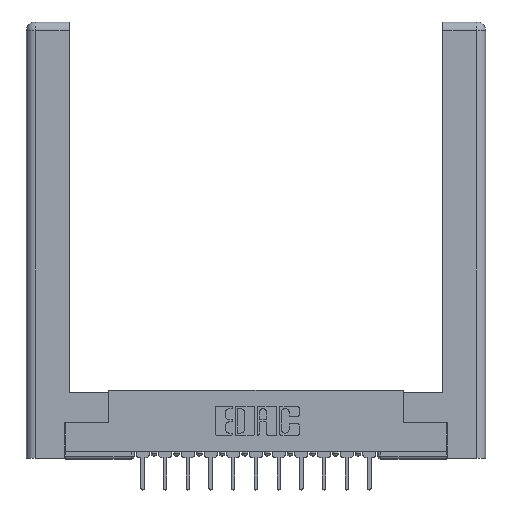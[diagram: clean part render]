
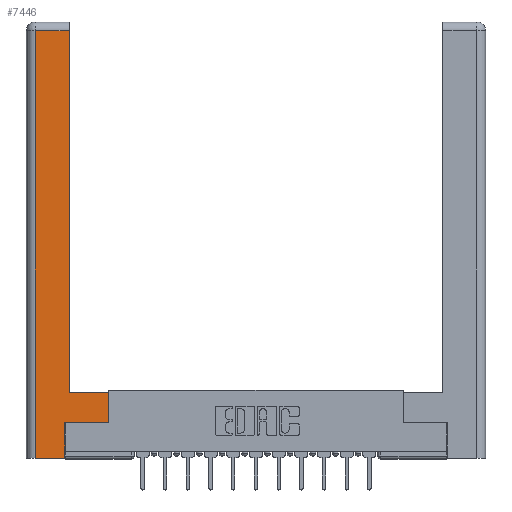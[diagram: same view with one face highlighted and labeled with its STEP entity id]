
A CAD part, top view. The second image highlights one B-rep face of the part: STEP entity #7446.
In plain terms, the highlighted planar face has unit normal (0, 0, 1).
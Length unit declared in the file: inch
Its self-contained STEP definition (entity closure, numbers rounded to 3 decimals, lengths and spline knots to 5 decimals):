
#10 = ORIENTED_EDGE ( 'NONE', *, *, #10944, .T. ) ;
#389 = ORIENTED_EDGE ( 'NONE', *, *, #5722, .T. ) ;
#436 = CARTESIAN_POINT ( 'NONE',  ( 0.295, 3., 0. ) ) ;
#699 = PLANE ( 'NONE',  #9470 ) ;
#1401 = DIRECTION ( 'NONE',  ( 0., 1., 0. ) ) ;
#1886 = EDGE_LOOP ( 'NONE', ( #389, #2381, #10, #4834, #13915, #15415, #15464, #10643 ) ) ;
#2272 = LINE ( 'NONE', #10866, #15276 ) ;
#2297 = DIRECTION ( 'NONE',  ( -1., 0., 0. ) ) ;
#2381 = ORIENTED_EDGE ( 'NONE', *, *, #3743, .T. ) ;
#2518 = VECTOR ( 'NONE', #8346, 39.37008 ) ;
#2722 = VECTOR ( 'NONE', #10654, 39.37008 ) ;
#2924 = VERTEX_POINT ( 'NONE', #13614 ) ;
#3207 = CARTESIAN_POINT ( 'NONE',  ( 0.565, 0.245, 0. ) ) ;
#3368 = CARTESIAN_POINT ( 'NONE',  ( 0.0615, 0., 0. ) ) ;
#3397 = VERTEX_POINT ( 'NONE', #3368 ) ;
#3654 = CARTESIAN_POINT ( 'NONE',  ( 0.265, 0.245, 0. ) ) ;
#3743 = EDGE_CURVE ( 'NONE', #6002, #15572, #9075, .T. ) ;
#4011 = VERTEX_POINT ( 'NONE', #6501 ) ;
#4404 = EDGE_CURVE ( 'NONE', #4011, #2924, #14430, .T. ) ;
#4738 = DIRECTION ( 'NONE',  ( 0., 0., -1. ) ) ;
#4811 = EDGE_CURVE ( 'NONE', #3397, #5522, #2272, .T. ) ;
#4834 = ORIENTED_EDGE ( 'NONE', *, *, #4811, .T. ) ;
#4946 = CARTESIAN_POINT ( 'NONE',  ( 0.0615, 0., 0. ) ) ;
#5498 = CARTESIAN_POINT ( 'NONE',  ( 0.565, 0.45, 0. ) ) ;
#5522 = VERTEX_POINT ( 'NONE', #8411 ) ;
#5722 = EDGE_CURVE ( 'NONE', #2924, #6002, #7531, .T. ) ;
#5746 = DIRECTION ( 'NONE',  ( 1., 0., 0. ) ) ;
#5752 = CARTESIAN_POINT ( 'NONE',  ( 0.295, 2.94, 0. ) ) ;
#6002 = VERTEX_POINT ( 'NONE', #5752 ) ;
#6501 = CARTESIAN_POINT ( 'NONE',  ( 0.565, 0.45, 0. ) ) ;
#7123 = VECTOR ( 'NONE', #9824, 39.37008 ) ;
#7290 = VECTOR ( 'NONE', #14858, 39.37008 ) ;
#7446 = ADVANCED_FACE ( 'NONE', ( #9458 ), #699, .F. ) ;
#7531 = LINE ( 'NONE', #436, #10546 ) ;
#8346 = DIRECTION ( 'NONE',  ( 0., 1., 0. ) ) ;
#8411 = CARTESIAN_POINT ( 'NONE',  ( 0.265, 0., 0. ) ) ;
#9020 = LINE ( 'NONE', #5498, #10206 ) ;
#9075 = LINE ( 'NONE', #12384, #7290 ) ;
#9275 = CARTESIAN_POINT ( 'NONE',  ( 0.0615, 2.94, 0. ) ) ;
#9458 = FACE_OUTER_BOUND ( 'NONE', #1886, .T. ) ;
#9470 = AXIS2_PLACEMENT_3D ( 'NONE', #14368, #4738, #10753 ) ;
#9511 = VECTOR ( 'NONE', #2297, 39.37008 ) ;
#9558 = LINE ( 'NONE', #14452, #2518 ) ;
#9824 = DIRECTION ( 'NONE',  ( 0., -1., 0. ) ) ;
#10206 = VECTOR ( 'NONE', #12567, 39.37008 ) ;
#10365 = EDGE_CURVE ( 'NONE', #15441, #13294, #10741, .T. ) ;
#10546 = VECTOR ( 'NONE', #1401, 39.37008 ) ;
#10643 = ORIENTED_EDGE ( 'NONE', *, *, #4404, .T. ) ;
#10654 = DIRECTION ( 'NONE',  ( 1., 0., 0. ) ) ;
#10741 = LINE ( 'NONE', #15634, #2722 ) ;
#10753 = DIRECTION ( 'NONE',  ( -1., 0., 0. ) ) ;
#10866 = CARTESIAN_POINT ( 'NONE',  ( 0.265, 0., 0. ) ) ;
#10944 = EDGE_CURVE ( 'NONE', #15572, #3397, #12325, .T. ) ;
#11189 = EDGE_CURVE ( 'NONE', #13294, #4011, #9020, .T. ) ;
#12325 = LINE ( 'NONE', #4946, #7123 ) ;
#12384 = CARTESIAN_POINT ( 'NONE',  ( 0.0615, 2.94, 0. ) ) ;
#12567 = DIRECTION ( 'NONE',  ( 0., 1., 0. ) ) ;
#13294 = VERTEX_POINT ( 'NONE', #3207 ) ;
#13614 = CARTESIAN_POINT ( 'NONE',  ( 0.295, 0.45, 0. ) ) ;
#13915 = ORIENTED_EDGE ( 'NONE', *, *, #13979, .T. ) ;
#13979 = EDGE_CURVE ( 'NONE', #5522, #15441, #9558, .T. ) ;
#14368 = CARTESIAN_POINT ( 'NONE',  ( 0., 0., 0. ) ) ;
#14430 = LINE ( 'NONE', #15705, #9511 ) ;
#14452 = CARTESIAN_POINT ( 'NONE',  ( 0.265, 0.245, 0. ) ) ;
#14858 = DIRECTION ( 'NONE',  ( -1., 0., 0. ) ) ;
#15276 = VECTOR ( 'NONE', #5746, 39.37008 ) ;
#15415 = ORIENTED_EDGE ( 'NONE', *, *, #10365, .T. ) ;
#15441 = VERTEX_POINT ( 'NONE', #3654 ) ;
#15464 = ORIENTED_EDGE ( 'NONE', *, *, #11189, .T. ) ;
#15572 = VERTEX_POINT ( 'NONE', #9275 ) ;
#15634 = CARTESIAN_POINT ( 'NONE',  ( 0.565, 0.245, 0. ) ) ;
#15705 = CARTESIAN_POINT ( 'NONE',  ( 0.295, 0.45, 0. ) ) ;
